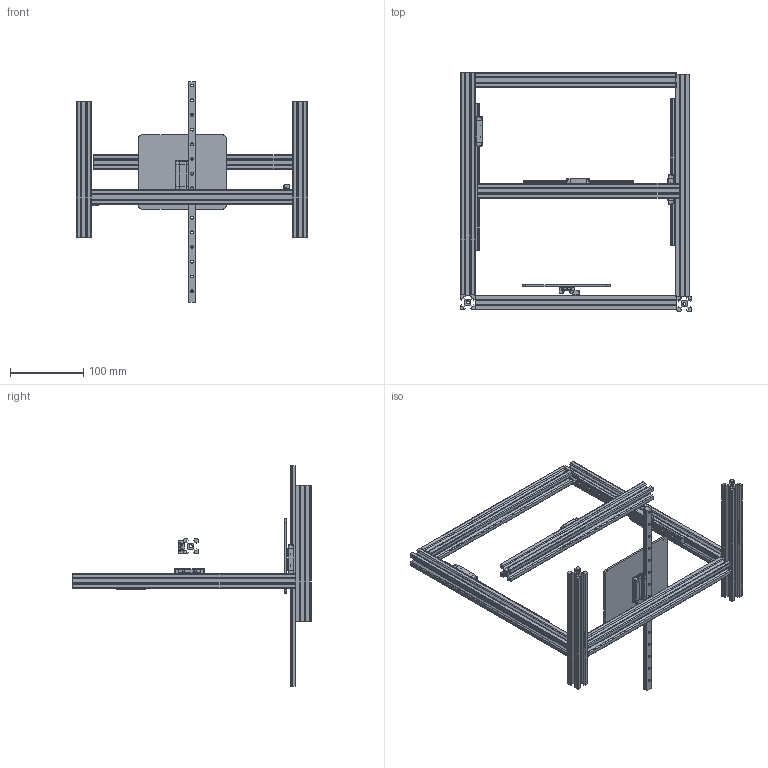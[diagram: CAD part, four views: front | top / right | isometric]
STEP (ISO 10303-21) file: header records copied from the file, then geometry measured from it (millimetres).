
FILE_DESCRIPTION (( 'STEP AP203' ), '1' );
FILE_NAME ('Assembly.STEP', '2024-08-17T15:15:58', ( '' ), ( '' ), 'SwSTEP 2.0', 'SolidWorks 2024', '' );
FILE_SCHEMA (( 'CONFIG_CONTROL_DESIGN' ));
Length unit declared in the file: millimetre
Products named in the file (12): MGN9_По умолчанию; Assembly; Alumunium Extrusion 275mm; Alumunium Extrusion 303mm; MGN7-H_По умолчанию; MGN9-H_По умолчанию; mgn9 - 300.step; Frame; Alumunium Extrusion 185mm; Printbed; MGN7_По умолчанию; X-Axis
Assembly tree (18 placements, depth 3):
  Assembly
    Frame
      Alumunium Extrusion 185mm  x2
      Alumunium Extrusion 275mm  x2
      Alumunium Extrusion 303mm  x2
    MGN9_По умолчанию  x2
    MGN9-H_По умолчанию  x3
    mgn9 - 300.step
    Printbed
    X-Axis
      Alumunium Extrusion 275mm
      MGN7_По умолчанию
      MGN7-H_По умолчанию
Bounding box: 315 x 325.07 x 300 mm (x, y, z)
Volume: 394405 mm3; surface area: 356061.9 mm2
Topology: 48 solids, 48 shells, 2127 faces, 5750 edges, 3768 vertices
Faces by surface type: plane 1273, cylinder 626, cone 212, sphere 16
Entity records: 37808 total; most frequent: DIRECTION 6472, CARTESIAN_POINT 6272, ORIENTED_EDGE 6152, EDGE_CURVE 3076, AXIS2_PLACEMENT_3D 2204, VECTOR 2064, LINE 2064, VERTEX_POINT 2004
